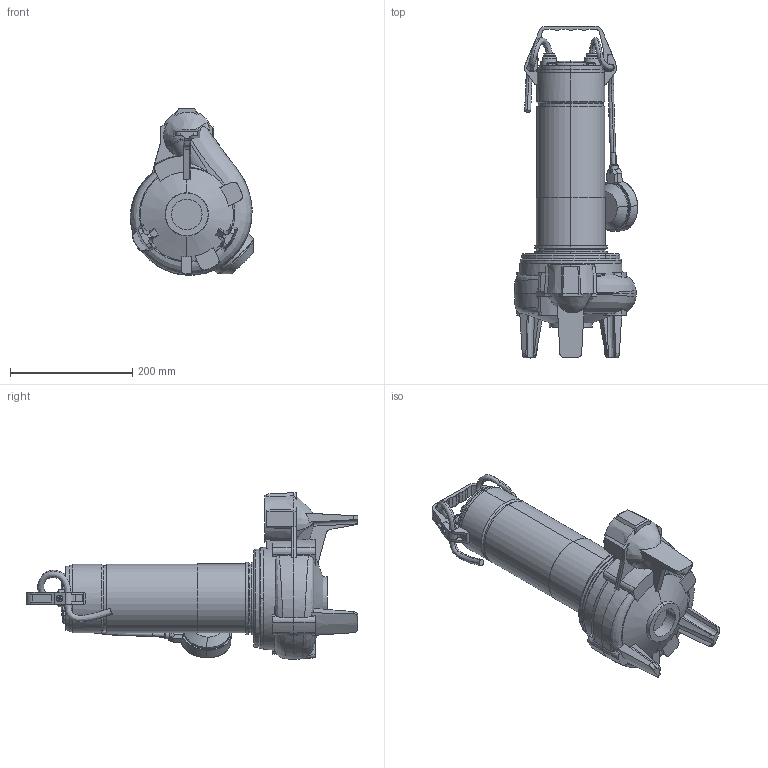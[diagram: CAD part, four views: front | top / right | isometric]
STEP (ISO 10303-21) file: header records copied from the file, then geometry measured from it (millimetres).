
FILE_DESCRIPTION (( 'STEP AP214' ), '1' );
FILE_NAME ('4_93_690_REV00.step', '2021-05-05T14:12:23', ( '' ), ( '' ), 'SwSTEP 2.0', 'SolidWorks 2019', '' );
FILE_SCHEMA (( 'AUTOMOTIVE_DESIGN' ));
Length unit declared in the file: millimetre
Products named in the file (18): Copia di Copia di top^Assieme3_4_93_690_REV00; Copia di Cavo galleggiante^Assieme4_4_93_690_REV00; Copia di 3_65_417_semplificato^4_93_690_REV00; Copia di Copia di 4_92_127-L22_semplificato^Assieme4_4_93_690_REV00; Copia di 1_65_108_REV00_semplificato_1^4_93_690_REV00; 10011495swn00; Copia di Vite_TCB_M5x201^4_93_690_REV00; Copia di 3_65_405_semplificato^4_93_690_REV00; 4_93_690_REV00; Copia di 3_92_153_L265_semplificato^4_93_690_REV00_L315; Assieme4^4_93_690_REV00; Copia di 3_92_151_semplificato^4_93_690_REV00; Copia di M6x35_UNI_5933^4_93_690_REV00; Assieme3^4_93_690_REV00; Copia di 3_92_128_semplificato_foro1^4_93_690_REV00_Cavo doppio; Copia di 3_92_152-11_5_semplificato^4_93_690_REV00; Copia di Copia di 4_92_127-L22_semplificato^Assieme3_4_93_690_REV00; Copia di 4_92_125_semplificato^4_93_690_REV00
Assembly tree (25 placements, depth 3):
  4_93_690_REV00
    Copia di 3_65_417_semplificato^4_93_690_REV00
    Copia di 3_65_405_semplificato^4_93_690_REV00
    Copia di 3_92_153_L265_semplificato^4_93_690_REV00_L315
    Copia di M6x35_UNI_5933^4_93_690_REV00  x4
    Copia di 3_92_128_semplificato_foro1^4_93_690_REV00_Cavo doppio
    Copia di 4_92_125_semplificato^4_93_690_REV00  x4
    Copia di 3_92_151_semplificato^4_93_690_REV00
    Copia di 3_92_152-11_5_semplificato^4_93_690_REV00  x2
    Copia di Vite_TCB_M5x201^4_93_690_REV00  x2
    Copia di 1_65_108_REV00_semplificato_1^4_93_690_REV00
    10011495swn00
    Assieme3^4_93_690_REV00
      Copia di Copia di top^Assieme3_4_93_690_REV00
      Copia di Copia di 4_92_127-L22_semplificato^Assieme3_4_93_690_REV00
    Assieme4^4_93_690_REV00
      Copia di Copia di 4_92_127-L22_semplificato^Assieme4_4_93_690_REV00
      Copia di Cavo galleggiante^Assieme4_4_93_690_REV00
Bounding box: 201.82 x 543.2 x 272.81 mm (x, y, z)
Volume: 6610913.6 mm3; surface area: 511201.5 mm2
Topology: 26 solids, 26 shells, 1026 faces, 2625 edges, 1684 vertices
Faces by surface type: plane 510, cylinder 276, cone 142, bspline 61, torus 23, sphere 14
Entity records: 47434 total; most frequent: CARTESIAN_POINT 27955, ORIENTED_EDGE 4054, DIRECTION 3719, EDGE_CURVE 2027, AXIS2_PLACEMENT_3D 1382, VERTEX_POINT 1318, VECTOR 955, LINE 955
